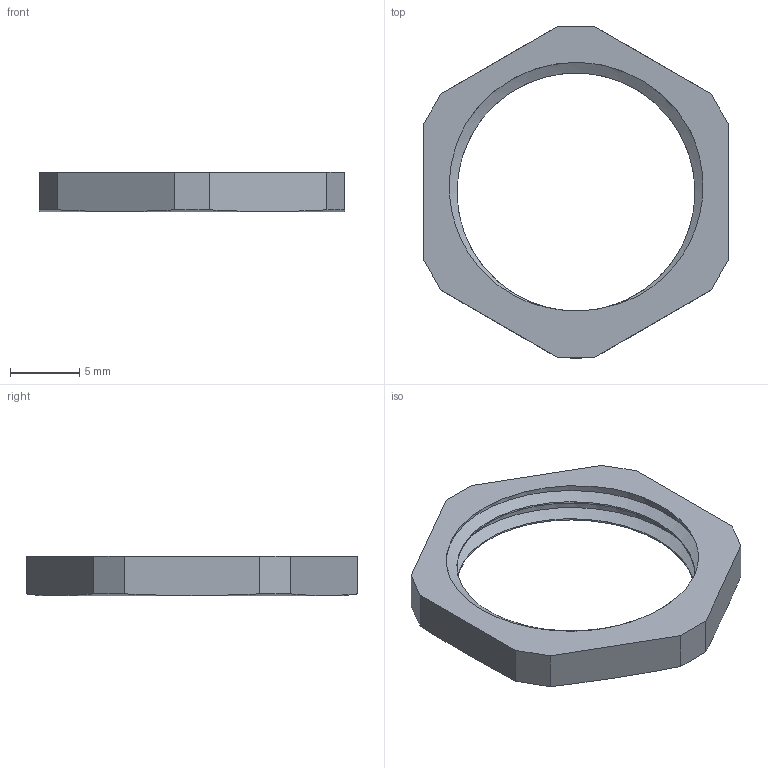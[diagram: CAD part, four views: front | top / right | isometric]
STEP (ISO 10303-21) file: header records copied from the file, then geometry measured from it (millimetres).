
FILE_DESCRIPTION(/* description */ ('Sechskantmutter Metall PG 11'),/* implementation_level */ '2;1');
FILE_NAME(/* name */ '91006411-RST.stp',/* time_stamp */ '2020-06-09T12:41:44+02:00',/* author */ ('sl'),/* organization */ (''),/* preprocessor_version */ 'ST-DEVELOPER v16.5',/* originating_system */ 'Autodesk Inventor 2017',/* authorisation */ '');
FILE_SCHEMA (('AUTOMOTIVE_DESIGN { 1 0 10303 214 3 1 1 }'));
Length unit declared in the file: millimetre
Products named in the file (1): 91006411
Bounding box: 22 x 23.92 x 2.87 mm (x, y, z)
Volume: 442.4 mm3; surface area: 773.7 mm2
Topology: 1 solids, 1 shells, 19 faces, 51 edges, 34 vertices
Faces by surface type: plane 14, bspline 2, cylinder 2, cone 1
Entity records: 1038 total; most frequent: CARTESIAN_POINT 564, ORIENTED_EDGE 98, DIRECTION 82, EDGE_CURVE 49, VERTEX_POINT 33, AXIS2_PLACEMENT_3D 29, LINE 24, VECTOR 24
